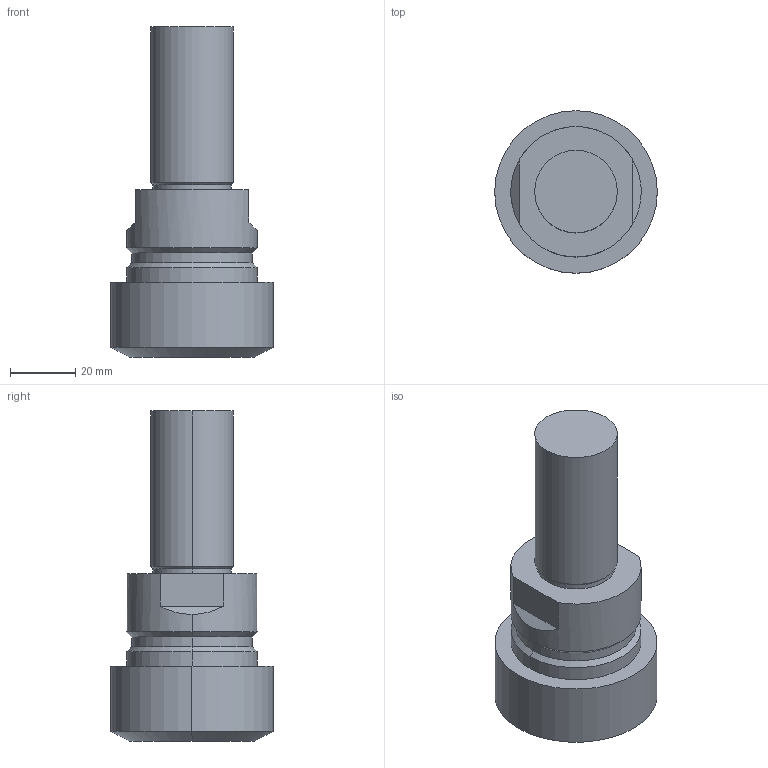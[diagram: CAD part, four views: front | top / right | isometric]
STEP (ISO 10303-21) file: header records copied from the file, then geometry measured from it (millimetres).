
FILE_DESCRIPTION (( 'STEP AP203' ), '1' );
FILE_NAME ('STP-04839.STEP', '2018-11-08T01:10:07', ( '' ), ( '' ), 'SwSTEP 2.0', 'SolidWorks 2017', '' );
FILE_SCHEMA (( 'CONFIG_CONTROL_DESIGN' ));
Length unit declared in the file: millimetre
Products named in the file (1): STP-04839
Bounding box: 50 x 50 x 101.5 mm (x, y, z)
Volume: 90941.5 mm3; surface area: 17387.7 mm2
Topology: 1 solids, 1 shells, 31 faces, 64 edges, 38 vertices
Faces by surface type: cylinder 14, plane 9, cone 8
Entity records: 893 total; most frequent: DIRECTION 154, CARTESIAN_POINT 146, ORIENTED_EDGE 128, EDGE_CURVE 64, AXIS2_PLACEMENT_3D 62, VERTEX_POINT 38, EDGE_LOOP 34, ADVANCED_FACE 31
